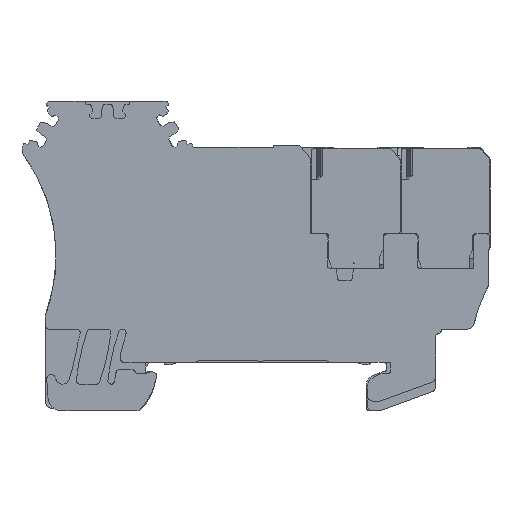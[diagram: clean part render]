
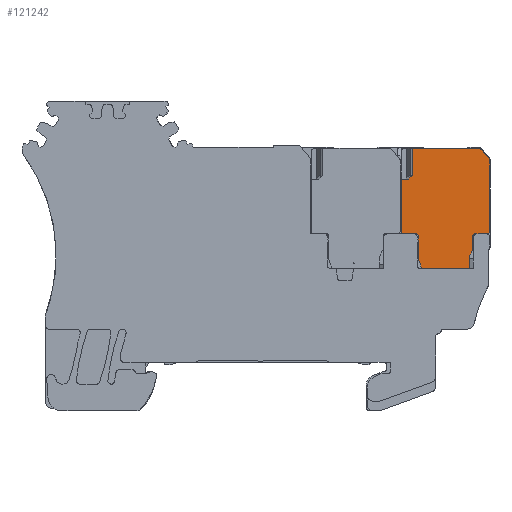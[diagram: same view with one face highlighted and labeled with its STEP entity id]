
A CAD part, left-side view. The second image highlights one B-rep face of the part: STEP entity #121242.
In plain terms, the highlighted planar face has unit normal (-1, 0, 0).
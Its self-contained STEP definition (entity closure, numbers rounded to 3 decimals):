
#94696=AXIS2_PLACEMENT_3D('Circle Axis2P3D',#94694,#94695,$) ;
#95837=AXIS2_PLACEMENT_3D('Circle Axis2P3D',#95835,#95836,$) ;
#95913=AXIS2_PLACEMENT_3D('Circle Axis2P3D',#95911,#95912,$) ;
#95975=AXIS2_PLACEMENT_3D('Circle Axis2P3D',#95973,#95974,$) ;
#96023=AXIS2_PLACEMENT_3D('Circle Axis2P3D',#96021,#96022,$) ;
#96071=AXIS2_PLACEMENT_3D('Circle Axis2P3D',#96069,#96070,$) ;
#96150=AXIS2_PLACEMENT_3D('Circle Axis2P3D',#96148,#96149,$) ;
#121216=AXIS2_PLACEMENT_3D('Plane Axis2P3D',#121213,#121214,#121215) ;
#93954=CARTESIAN_POINT('Vertex',(0.,11.3,38.2)) ;
#93957=CARTESIAN_POINT('Line Origine',(0.,6.47,38.2)) ;
#93961=CARTESIAN_POINT('Vertex',(0.,1.64,38.2)) ;
#94647=CARTESIAN_POINT('Line Origine',(0.,11.3,35.95)) ;
#94651=CARTESIAN_POINT('Vertex',(0.,11.3,34.226)) ;
#94686=CARTESIAN_POINT('Vertex',(0.,1.257,38.021)) ;
#94694=CARTESIAN_POINT('Axis2P3D Location',(0.,1.64,37.7)) ;
#95595=CARTESIAN_POINT('Vertex',(0.,12.9,33.7)) ;
#95609=CARTESIAN_POINT('Vertex',(0.,12.9,25.75)) ;
#95612=CARTESIAN_POINT('Line Origine',(0.,12.9,29.725)) ;
#95634=CARTESIAN_POINT('Line Origine',(0.,12.363,33.7)) ;
#95638=CARTESIAN_POINT('Vertex',(0.,11.826,33.7)) ;
#95692=CARTESIAN_POINT('Line Origine',(0.,11.563,33.963)) ;
#95749=CARTESIAN_POINT('Vertex',(0.,3.,20.75)) ;
#95752=CARTESIAN_POINT('Line Origine',(0.,6.475,20.75)) ;
#95756=CARTESIAN_POINT('Vertex',(0.,9.95,20.75)) ;
#95814=CARTESIAN_POINT('Vertex',(0.,3.,22.25)) ;
#95817=CARTESIAN_POINT('Line Origine',(0.,3.,21.5)) ;
#95835=CARTESIAN_POINT('Axis2P3D Location',(0.,1.9,22.25)) ;
#95839=CARTESIAN_POINT('Vertex',(0.,2.853,22.8)) ;
#95866=CARTESIAN_POINT('Line Origine',(0.,2.71,23.047)) ;
#95870=CARTESIAN_POINT('Vertex',(0.,2.567,23.295)) ;
#95908=CARTESIAN_POINT('Vertex',(0.,2.5,23.545)) ;
#95911=CARTESIAN_POINT('Axis2P3D Location',(0.,3.,23.545)) ;
#95932=CARTESIAN_POINT('Vertex',(0.,2.5,25.45)) ;
#95935=CARTESIAN_POINT('Line Origine',(0.,2.5,24.497)) ;
#95970=CARTESIAN_POINT('Vertex',(0.,2.2,25.75)) ;
#95973=CARTESIAN_POINT('Axis2P3D Location',(0.,2.2,25.45)) ;
#95994=CARTESIAN_POINT('Vertex',(0.,0.5,25.75)) ;
#95997=CARTESIAN_POINT('Line Origine',(0.,1.35,25.75)) ;
#96018=CARTESIAN_POINT('Vertex',(0.,0.,26.25)) ;
#96021=CARTESIAN_POINT('Axis2P3D Location',(0.,0.5,26.25)) ;
#96042=CARTESIAN_POINT('Vertex',(0.,0.,36.342)) ;
#96045=CARTESIAN_POINT('Line Origine',(0.,0.,31.296)) ;
#96066=CARTESIAN_POINT('Vertex',(0.,0.117,36.663)) ;
#96069=CARTESIAN_POINT('Axis2P3D Location',(0.,0.5,36.342)) ;
#96086=CARTESIAN_POINT('Line Origine',(0.,0.687,37.342)) ;
#96107=CARTESIAN_POINT('Vertex',(0.,10.75,25.75)) ;
#96110=CARTESIAN_POINT('Line Origine',(0.,11.825,25.75)) ;
#96145=CARTESIAN_POINT('Vertex',(0.,10.45,25.45)) ;
#96148=CARTESIAN_POINT('Axis2P3D Location',(0.,10.75,25.45)) ;
#96169=CARTESIAN_POINT('Vertex',(0.,10.45,22.15)) ;
#96172=CARTESIAN_POINT('Line Origine',(0.,10.45,23.8)) ;
#96189=CARTESIAN_POINT('Line Origine',(0.,10.2,21.45)) ;
#121213=CARTESIAN_POINT('Axis2P3D Location',(0.,12.9,38.2)) ;
#93958=DIRECTION('Vector Direction',(0.,1.,0.)) ;
#94648=DIRECTION('Vector Direction',(0.,0.,-1.)) ;
#94695=DIRECTION('Axis2P3D Direction',(-1.,0.,0.)) ;
#95613=DIRECTION('Vector Direction',(0.,0.,1.)) ;
#95635=DIRECTION('Vector Direction',(0.,1.,0.)) ;
#95693=DIRECTION('Vector Direction',(0.,0.707,-0.707)) ;
#95753=DIRECTION('Vector Direction',(0.,1.,0.)) ;
#95818=DIRECTION('Vector Direction',(0.,0.,-1.)) ;
#95836=DIRECTION('Axis2P3D Direction',(-1.,0.,0.)) ;
#95867=DIRECTION('Vector Direction',(0.,0.5,-0.866)) ;
#95912=DIRECTION('Axis2P3D Direction',(-1.,0.,0.)) ;
#95936=DIRECTION('Vector Direction',(0.,0.,1.)) ;
#95974=DIRECTION('Axis2P3D Direction',(-1.,0.,0.)) ;
#95998=DIRECTION('Vector Direction',(0.,1.,0.)) ;
#96022=DIRECTION('Axis2P3D Direction',(-1.,0.,0.)) ;
#96046=DIRECTION('Vector Direction',(0.,0.,1.)) ;
#96070=DIRECTION('Axis2P3D Direction',(-1.,0.,0.)) ;
#96087=DIRECTION('Vector Direction',(0.,0.643,0.766)) ;
#96111=DIRECTION('Vector Direction',(0.,-1.,0.)) ;
#96149=DIRECTION('Axis2P3D Direction',(-1.,0.,0.)) ;
#96173=DIRECTION('Vector Direction',(0.,0.,-1.)) ;
#96190=DIRECTION('Vector Direction',(0.,-0.336,-0.942)) ;
#121214=DIRECTION('Axis2P3D Direction',(-1.,0.,0.)) ;
#121215=DIRECTION('Axis2P3D XDirection',(0.,0.,-1.)) ;
#93959=VECTOR('Line Direction',#93958,1.) ;
#94649=VECTOR('Line Direction',#94648,1.) ;
#95614=VECTOR('Line Direction',#95613,1.) ;
#95636=VECTOR('Line Direction',#95635,1.) ;
#95694=VECTOR('Line Direction',#95693,1.) ;
#95754=VECTOR('Line Direction',#95753,1.) ;
#95819=VECTOR('Line Direction',#95818,1.) ;
#95868=VECTOR('Line Direction',#95867,1.) ;
#95937=VECTOR('Line Direction',#95936,1.) ;
#95999=VECTOR('Line Direction',#95998,1.) ;
#96047=VECTOR('Line Direction',#96046,1.) ;
#96088=VECTOR('Line Direction',#96087,1.) ;
#96112=VECTOR('Line Direction',#96111,1.) ;
#96174=VECTOR('Line Direction',#96173,1.) ;
#96191=VECTOR('Line Direction',#96190,1.) ;
#121219=ORIENTED_EDGE('',*,*,#95758,.T.) ;
#121220=ORIENTED_EDGE('',*,*,#95821,.T.) ;
#121221=ORIENTED_EDGE('',*,*,#95841,.F.) ;
#121222=ORIENTED_EDGE('',*,*,#95872,.F.) ;
#121223=ORIENTED_EDGE('',*,*,#95915,.T.) ;
#121224=ORIENTED_EDGE('',*,*,#95939,.T.) ;
#121225=ORIENTED_EDGE('',*,*,#95977,.F.) ;
#121226=ORIENTED_EDGE('',*,*,#96001,.F.) ;
#121227=ORIENTED_EDGE('',*,*,#96025,.T.) ;
#121228=ORIENTED_EDGE('',*,*,#96049,.T.) ;
#121229=ORIENTED_EDGE('',*,*,#96073,.T.) ;
#121230=ORIENTED_EDGE('',*,*,#96090,.T.) ;
#121231=ORIENTED_EDGE('',*,*,#94698,.T.) ;
#121232=ORIENTED_EDGE('',*,*,#93963,.T.) ;
#121233=ORIENTED_EDGE('',*,*,#94653,.F.) ;
#121234=ORIENTED_EDGE('',*,*,#95696,.T.) ;
#121235=ORIENTED_EDGE('',*,*,#95640,.T.) ;
#121236=ORIENTED_EDGE('',*,*,#95616,.T.) ;
#121237=ORIENTED_EDGE('',*,*,#96114,.F.) ;
#121238=ORIENTED_EDGE('',*,*,#96152,.F.) ;
#121239=ORIENTED_EDGE('',*,*,#96176,.F.) ;
#121240=ORIENTED_EDGE('',*,*,#96193,.F.) ;
#121242=ADVANCED_FACE('Brep With Voids',(#121241),#121217,.T.) ;
#94697=CIRCLE('generated circle',#94696,0.5) ;
#95838=CIRCLE('generated circle',#95837,1.1) ;
#95914=CIRCLE('generated circle',#95913,0.5) ;
#95976=CIRCLE('generated circle',#95975,0.3) ;
#96024=CIRCLE('generated circle',#96023,0.5) ;
#96072=CIRCLE('generated circle',#96071,0.5) ;
#96151=CIRCLE('generated circle',#96150,0.3) ;
#93963=EDGE_CURVE('',#93962,#93955,#93960,.T.) ;
#94653=EDGE_CURVE('',#94652,#93955,#94650,.F.) ;
#94698=EDGE_CURVE('',#94687,#93962,#94697,.T.) ;
#95616=EDGE_CURVE('',#95596,#95610,#95615,.F.) ;
#95640=EDGE_CURVE('',#95639,#95596,#95637,.T.) ;
#95696=EDGE_CURVE('',#94652,#95639,#95695,.T.) ;
#95758=EDGE_CURVE('',#95757,#95750,#95755,.F.) ;
#95821=EDGE_CURVE('',#95750,#95815,#95820,.F.) ;
#95841=EDGE_CURVE('',#95840,#95815,#95838,.T.) ;
#95872=EDGE_CURVE('',#95871,#95840,#95869,.T.) ;
#95915=EDGE_CURVE('',#95871,#95909,#95914,.T.) ;
#95939=EDGE_CURVE('',#95909,#95933,#95938,.T.) ;
#95977=EDGE_CURVE('',#95971,#95933,#95976,.T.) ;
#96001=EDGE_CURVE('',#95995,#95971,#96000,.T.) ;
#96025=EDGE_CURVE('',#95995,#96019,#96024,.T.) ;
#96049=EDGE_CURVE('',#96019,#96043,#96048,.T.) ;
#96073=EDGE_CURVE('',#96043,#96067,#96072,.T.) ;
#96090=EDGE_CURVE('',#96067,#94687,#96089,.T.) ;
#96114=EDGE_CURVE('',#96108,#95610,#96113,.F.) ;
#96152=EDGE_CURVE('',#96146,#96108,#96151,.T.) ;
#96176=EDGE_CURVE('',#96170,#96146,#96175,.F.) ;
#96193=EDGE_CURVE('',#95757,#96170,#96192,.F.) ;
#121218=EDGE_LOOP('',(#121219,#121220,#121221,#121222,#121223,#121224,#121225,#121226,#121227,#121228,#121229,#121230,#121231,#121232,#121233,#121234,#121235,#121236,#121237,#121238,#121239,#121240)) ;
#121241=FACE_OUTER_BOUND('',#121218,.T.) ;
#93960=LINE('Line',#93957,#93959) ;
#94650=LINE('Line',#94647,#94649) ;
#95615=LINE('Line',#95612,#95614) ;
#95637=LINE('Line',#95634,#95636) ;
#95695=LINE('Line',#95692,#95694) ;
#95755=LINE('Line',#95752,#95754) ;
#95820=LINE('Line',#95817,#95819) ;
#95869=LINE('Line',#95866,#95868) ;
#95938=LINE('Line',#95935,#95937) ;
#96000=LINE('Line',#95997,#95999) ;
#96048=LINE('Line',#96045,#96047) ;
#96089=LINE('Line',#96086,#96088) ;
#96113=LINE('Line',#96110,#96112) ;
#96175=LINE('Line',#96172,#96174) ;
#96192=LINE('Line',#96189,#96191) ;
#121217=PLANE('',#121216) ;
#93955=VERTEX_POINT('',#93954) ;
#93962=VERTEX_POINT('',#93961) ;
#94652=VERTEX_POINT('',#94651) ;
#94687=VERTEX_POINT('',#94686) ;
#95596=VERTEX_POINT('',#95595) ;
#95610=VERTEX_POINT('',#95609) ;
#95639=VERTEX_POINT('',#95638) ;
#95750=VERTEX_POINT('',#95749) ;
#95757=VERTEX_POINT('',#95756) ;
#95815=VERTEX_POINT('',#95814) ;
#95840=VERTEX_POINT('',#95839) ;
#95871=VERTEX_POINT('',#95870) ;
#95909=VERTEX_POINT('',#95908) ;
#95933=VERTEX_POINT('',#95932) ;
#95971=VERTEX_POINT('',#95970) ;
#95995=VERTEX_POINT('',#95994) ;
#96019=VERTEX_POINT('',#96018) ;
#96043=VERTEX_POINT('',#96042) ;
#96067=VERTEX_POINT('',#96066) ;
#96108=VERTEX_POINT('',#96107) ;
#96146=VERTEX_POINT('',#96145) ;
#96170=VERTEX_POINT('',#96169) ;
